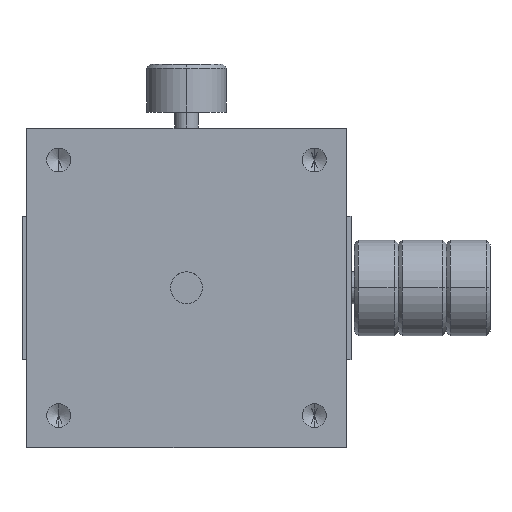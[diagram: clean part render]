
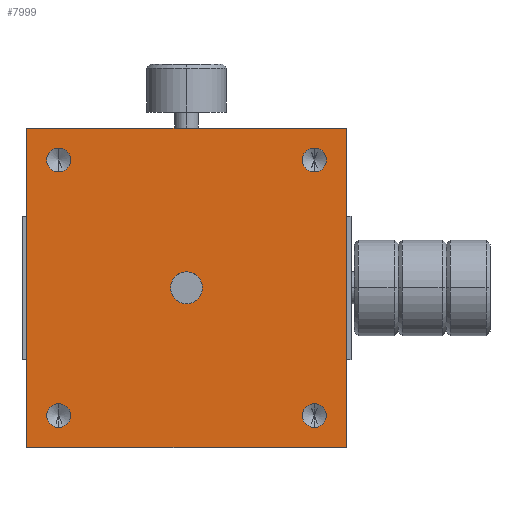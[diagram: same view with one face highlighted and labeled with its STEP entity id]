
A CAD part, top view. The second image highlights one B-rep face of the part: STEP entity #7999.
In plain terms, the highlighted planar face has unit normal (0, 0, 1).
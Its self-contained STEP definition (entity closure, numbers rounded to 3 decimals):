
#7600 = EDGE_CURVE ( 'NONE', #7601, #7602, #19694, .T. ) ;
#7601 = VERTEX_POINT ( 'NONE', #19686 ) ;
#7602 = VERTEX_POINT ( 'NONE', #19685 ) ;
#7674 = EDGE_CURVE ( 'NONE', #7675, #7676, #19636, .T. ) ;
#7675 = VERTEX_POINT ( 'NONE', #19565 ) ;
#7676 = VERTEX_POINT ( 'NONE', #19564 ) ;
#7824 = VERTEX_POINT ( 'NONE', #19905 ) ;
#7850 = VERTEX_POINT ( 'NONE', #19881 ) ;
#7852 = EDGE_CURVE ( 'NONE', #7850, #7824, #19880, .T. ) ;
#7897 = ORIENTED_EDGE ( 'NONE', *, *, #7898, .T. ) ;
#7898 = EDGE_CURVE ( 'NONE', #8069, #8068, #18411, .T. ) ;
#7899 = ORIENTED_EDGE ( 'NONE', *, *, #8067, .T. ) ;
#7900 = EDGE_LOOP ( 'NONE', ( #7901, #7903 ) ) ;
#7901 = ORIENTED_EDGE ( 'NONE', *, *, #7902, .T. ) ;
#7902 = EDGE_CURVE ( 'NONE', #7988, #7987, #12263, .T. ) ;
#7903 = ORIENTED_EDGE ( 'NONE', *, *, #7986, .T. ) ;
#7905 = EDGE_LOOP ( 'NONE', ( #7906, #7908 ) ) ;
#7906 = ORIENTED_EDGE ( 'NONE', *, *, #7907, .F. ) ;
#7907 = EDGE_CURVE ( 'NONE', #8083, #8082, #12245, .T. ) ;
#7908 = ORIENTED_EDGE ( 'NONE', *, *, #8087, .F. ) ;
#7909 = EDGE_LOOP ( 'NONE', ( #7910, #7911, #7912, #7914 ) ) ;
#7910 = ORIENTED_EDGE ( 'NONE', *, *, #7998, .F. ) ;
#7911 = ORIENTED_EDGE ( 'NONE', *, *, #7956, .T. ) ;
#7912 = ORIENTED_EDGE ( 'NONE', *, *, #7913, .T. ) ;
#7913 = EDGE_CURVE ( 'NONE', #7954, #7824, #12239, .T. ) ;
#7914 = ORIENTED_EDGE ( 'NONE', *, *, #7852, .F. ) ;
#7954 = VERTEX_POINT ( 'NONE', #11297 ) ;
#7956 = EDGE_CURVE ( 'NONE', #7957, #7954, #11213, .T. ) ;
#7957 = VERTEX_POINT ( 'NONE', #11302 ) ;
#7986 = EDGE_CURVE ( 'NONE', #7987, #7988, #11340, .T. ) ;
#7987 = VERTEX_POINT ( 'NONE', #11362 ) ;
#7988 = VERTEX_POINT ( 'NONE', #11360 ) ;
#7998 = EDGE_CURVE ( 'NONE', #7957, #7850, #11382, .T. ) ;
#7999 = ADVANCED_FACE ( 'NONE', ( #11361, #11374, #11373, #11372, #11371, #11366 ), #11388, .T. ) ;
#8000 = EDGE_LOOP ( 'NONE', ( #8001, #8003 ) ) ;
#8001 = ORIENTED_EDGE ( 'NONE', *, *, #8002, .T. ) ;
#8002 = EDGE_CURVE ( 'NONE', #7676, #7675, #11379, .T. ) ;
#8003 = ORIENTED_EDGE ( 'NONE', *, *, #7674, .T. ) ;
#8004 = EDGE_LOOP ( 'NONE', ( #8005, #8007 ) ) ;
#8005 = ORIENTED_EDGE ( 'NONE', *, *, #8006, .T. ) ;
#8006 = EDGE_CURVE ( 'NONE', #7602, #7601, #11447, .T. ) ;
#8007 = ORIENTED_EDGE ( 'NONE', *, *, #7600, .T. ) ;
#8008 = EDGE_LOOP ( 'NONE', ( #7897, #7899 ) ) ;
#8067 = EDGE_CURVE ( 'NONE', #8068, #8069, #11617, .T. ) ;
#8068 = VERTEX_POINT ( 'NONE', #11613 ) ;
#8069 = VERTEX_POINT ( 'NONE', #11612 ) ;
#8082 = VERTEX_POINT ( 'NONE', #11590 ) ;
#8083 = VERTEX_POINT ( 'NONE', #11589 ) ;
#8087 = EDGE_CURVE ( 'NONE', #8082, #8083, #11578, .T. ) ;
#11212 = CARTESIAN_POINT ( 'NONE',  ( -20., -20., 12.25 ) ) ;
#11213 = LINE ( 'NONE', #11212, #11228 ) ;
#11228 = VECTOR ( 'NONE', #11232, 1000. ) ;
#11232 = DIRECTION ( 'NONE',  ( 0., -1., 0. ) ) ;
#11297 = CARTESIAN_POINT ( 'NONE',  ( -20., -20., 12.25 ) ) ;
#11302 = CARTESIAN_POINT ( 'NONE',  ( -20., 20., 12.25 ) ) ;
#11337 = DIRECTION ( 'NONE',  ( 0., 1., 0. ) ) ;
#11338 = DIRECTION ( 'NONE',  ( 0., 0., -1. ) ) ;
#11339 = AXIS2_PLACEMENT_3D ( 'NONE', #11346, #11338, #11337 ) ;
#11340 = CIRCLE ( 'NONE', #11339, 1.5 ) ;
#11346 = CARTESIAN_POINT ( 'NONE',  ( 16., 16., 12.25 ) ) ;
#11360 = CARTESIAN_POINT ( 'NONE',  ( 16., 17.5, 12.25 ) ) ;
#11361 = FACE_BOUND ( 'NONE', #8000, .T. ) ;
#11362 = CARTESIAN_POINT ( 'NONE',  ( 16., 14.5, 12.25 ) ) ;
#11366 = FACE_OUTER_BOUND ( 'NONE', #7909, .T. ) ;
#11371 = FACE_BOUND ( 'NONE', #7905, .T. ) ;
#11372 = FACE_BOUND ( 'NONE', #7900, .T. ) ;
#11373 = FACE_BOUND ( 'NONE', #8008, .T. ) ;
#11374 = FACE_BOUND ( 'NONE', #8004, .T. ) ;
#11375 = DIRECTION ( 'NONE',  ( 0., 1., 0. ) ) ;
#11376 = DIRECTION ( 'NONE',  ( 0., 0., -1. ) ) ;
#11377 = CARTESIAN_POINT ( 'NONE',  ( -16., -16., 12.25 ) ) ;
#11378 = AXIS2_PLACEMENT_3D ( 'NONE', #11377, #11376, #11375 ) ;
#11379 = CIRCLE ( 'NONE', #11378, 1.5 ) ;
#11382 = LINE ( 'NONE', #11385, #11384 ) ;
#11383 = DIRECTION ( 'NONE',  ( 1., 0., 0. ) ) ;
#11384 = VECTOR ( 'NONE', #11383, 1000. ) ;
#11385 = CARTESIAN_POINT ( 'NONE',  ( -60.893, 20., 12.25 ) ) ;
#11386 = CARTESIAN_POINT ( 'NONE',  ( -60.893, -20., 12.25 ) ) ;
#11387 = AXIS2_PLACEMENT_3D ( 'NONE', #11386, #11390, #11389 ) ;
#11388 = PLANE ( 'NONE',  #11387 ) ;
#11389 = DIRECTION ( 'NONE',  ( 1., 0., 0. ) ) ;
#11390 = DIRECTION ( 'NONE',  ( 0., 0., 1. ) ) ;
#11443 = DIRECTION ( 'NONE',  ( 0., 1., 0. ) ) ;
#11444 = DIRECTION ( 'NONE',  ( 0., 0., -1. ) ) ;
#11445 = CARTESIAN_POINT ( 'NONE',  ( -16., 16., 12.25 ) ) ;
#11446 = AXIS2_PLACEMENT_3D ( 'NONE', #11445, #11444, #11443 ) ;
#11447 = CIRCLE ( 'NONE', #11446, 1.5 ) ;
#11516 = CARTESIAN_POINT ( 'NONE',  ( 16., -16., 12.25 ) ) ;
#11574 = DIRECTION ( 'NONE',  ( 1., 0., 0. ) ) ;
#11575 = DIRECTION ( 'NONE',  ( 0., 0., 1. ) ) ;
#11576 = CARTESIAN_POINT ( 'NONE',  ( 0., 0., 12.25 ) ) ;
#11577 = AXIS2_PLACEMENT_3D ( 'NONE', #11576, #11575, #11574 ) ;
#11578 = CIRCLE ( 'NONE', #11577, 2. ) ;
#11589 = CARTESIAN_POINT ( 'NONE',  ( 2., 0., 12.25 ) ) ;
#11590 = CARTESIAN_POINT ( 'NONE',  ( -2., 0., 12.25 ) ) ;
#11612 = CARTESIAN_POINT ( 'NONE',  ( 16., -14.5, 12.25 ) ) ;
#11613 = CARTESIAN_POINT ( 'NONE',  ( 16., -17.5, 12.25 ) ) ;
#11614 = DIRECTION ( 'NONE',  ( 0., 1., 0. ) ) ;
#11615 = DIRECTION ( 'NONE',  ( 0., 0., -1. ) ) ;
#11616 = AXIS2_PLACEMENT_3D ( 'NONE', #11516, #11615, #11614 ) ;
#11617 = CIRCLE ( 'NONE', #11616, 1.5 ) ;
#12235 = DIRECTION ( 'NONE',  ( 1., 0., 0. ) ) ;
#12236 = VECTOR ( 'NONE', #12235, 1000. ) ;
#12239 = LINE ( 'NONE', #12244, #12236 ) ;
#12240 = DIRECTION ( 'NONE',  ( 1., 0., 0. ) ) ;
#12241 = DIRECTION ( 'NONE',  ( 0., 0., 1. ) ) ;
#12242 = CARTESIAN_POINT ( 'NONE',  ( 0., 0., 12.25 ) ) ;
#12243 = AXIS2_PLACEMENT_3D ( 'NONE', #12242, #12241, #12240 ) ;
#12244 = CARTESIAN_POINT ( 'NONE',  ( -60.893, -20., 12.25 ) ) ;
#12245 = CIRCLE ( 'NONE', #12243, 2. ) ;
#12258 = DIRECTION ( 'NONE',  ( 0., 1., 0. ) ) ;
#12259 = DIRECTION ( 'NONE',  ( 0., 0., -1. ) ) ;
#12261 = CARTESIAN_POINT ( 'NONE',  ( 16., 16., 12.25 ) ) ;
#12262 = AXIS2_PLACEMENT_3D ( 'NONE', #12261, #12259, #12258 ) ;
#12263 = CIRCLE ( 'NONE', #12262, 1.5 ) ;
#18403 = DIRECTION ( 'NONE',  ( 0., 0., -1. ) ) ;
#18404 = CARTESIAN_POINT ( 'NONE',  ( 16., -16., 12.25 ) ) ;
#18405 = AXIS2_PLACEMENT_3D ( 'NONE', #18404, #18403, #18697 ) ;
#18411 = CIRCLE ( 'NONE', #18405, 1.5 ) ;
#18697 = DIRECTION ( 'NONE',  ( 0., 1., 0. ) ) ;
#19564 = CARTESIAN_POINT ( 'NONE',  ( -16., -14.5, 12.25 ) ) ;
#19565 = CARTESIAN_POINT ( 'NONE',  ( -16., -17.5, 12.25 ) ) ;
#19566 = DIRECTION ( 'NONE',  ( 0., 1., 0. ) ) ;
#19567 = DIRECTION ( 'NONE',  ( 0., 0., -1. ) ) ;
#19635 = AXIS2_PLACEMENT_3D ( 'NONE', #19641, #19567, #19566 ) ;
#19636 = CIRCLE ( 'NONE', #19635, 1.5 ) ;
#19641 = CARTESIAN_POINT ( 'NONE',  ( -16., -16., 12.25 ) ) ;
#19685 = CARTESIAN_POINT ( 'NONE',  ( -16., 17.5, 12.25 ) ) ;
#19686 = CARTESIAN_POINT ( 'NONE',  ( -16., 14.5, 12.25 ) ) ;
#19687 = DIRECTION ( 'NONE',  ( 0., 1., 0. ) ) ;
#19688 = DIRECTION ( 'NONE',  ( 0., 0., -1. ) ) ;
#19689 = CARTESIAN_POINT ( 'NONE',  ( -16., 16., 12.25 ) ) ;
#19690 = AXIS2_PLACEMENT_3D ( 'NONE', #19689, #19688, #19687 ) ;
#19694 = CIRCLE ( 'NONE', #19690, 1.5 ) ;
#19877 = DIRECTION ( 'NONE',  ( 0., -1., 0. ) ) ;
#19878 = VECTOR ( 'NONE', #19877, 1000. ) ;
#19879 = CARTESIAN_POINT ( 'NONE',  ( 20., -20., 12.25 ) ) ;
#19880 = LINE ( 'NONE', #19879, #19878 ) ;
#19881 = CARTESIAN_POINT ( 'NONE',  ( 20., 20., 12.25 ) ) ;
#19905 = CARTESIAN_POINT ( 'NONE',  ( 20., -20., 12.25 ) ) ;
